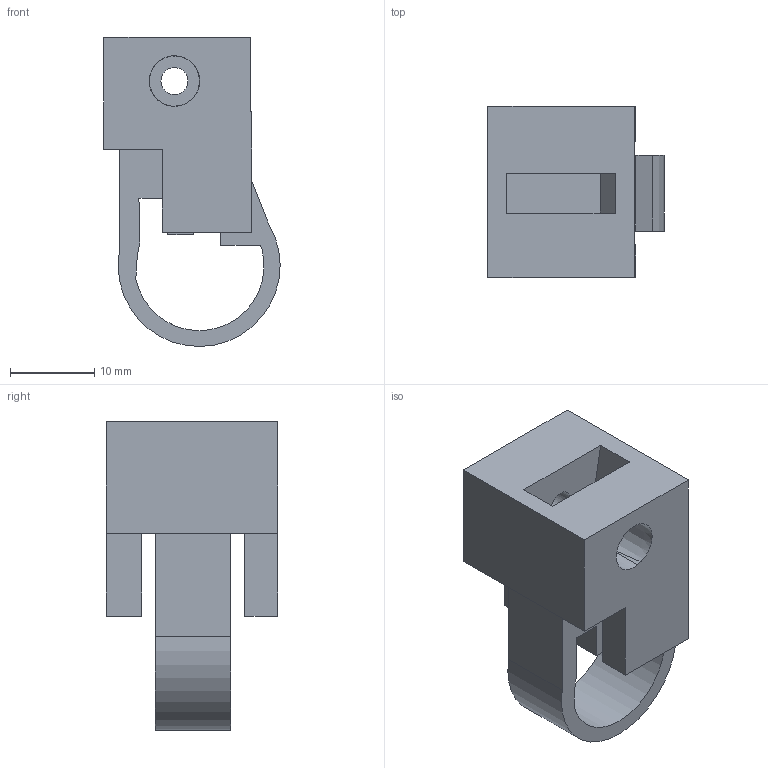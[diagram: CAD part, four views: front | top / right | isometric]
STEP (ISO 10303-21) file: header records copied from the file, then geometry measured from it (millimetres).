
FILE_DESCRIPTION(/* description */ (''),/* implementation_level */ '2;1');
FILE_NAME(/* name */ 'foot_l.step',/* time_stamp */ '2024-04-21T16:03:17+02:00',/* author */ (''),/* organization */ (''),/* preprocessor_version */ 'ST-DEVELOPER v20',/* originating_system */ 'Autodesk Translation Framework v12.20.1.177',/* authorisation */ '');
FILE_SCHEMA (('AUTOMOTIVE_DESIGN { 1 0 10303 214 3 1 1 }'));
Length unit declared in the file: millimetre
Products named in the file (1): foot_l
Bounding box: 20.91 x 20.31 x 36.65 mm (x, y, z)
Surface area: 4442.2 mm2 (no closed solid volume)
Topology: 0 solids, 1 shells, 59 faces, 154 edges, 102 vertices
Faces by surface type: plane 42, cone 9, cylinder 8
Full cylindrical faces by diameter (mm): 3.2 x2, 6.072 x1
Entity records: 1863 total; most frequent: CARTESIAN_POINT 351, ORIENTED_EDGE 306, DIRECTION 301, EDGE_CURVE 154, LINE 109, VECTOR 109, VERTEX_POINT 102, AXIS2_PLACEMENT_3D 96
